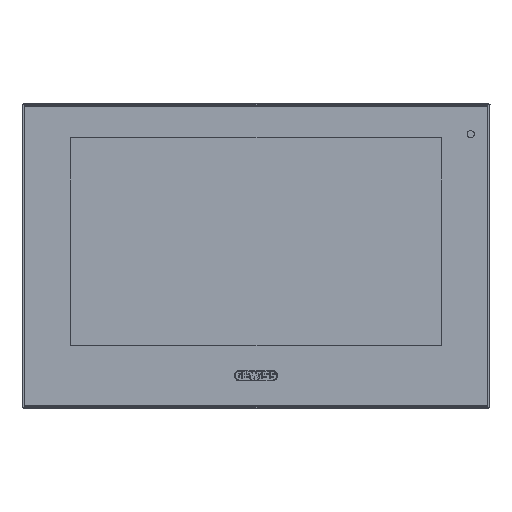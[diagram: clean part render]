
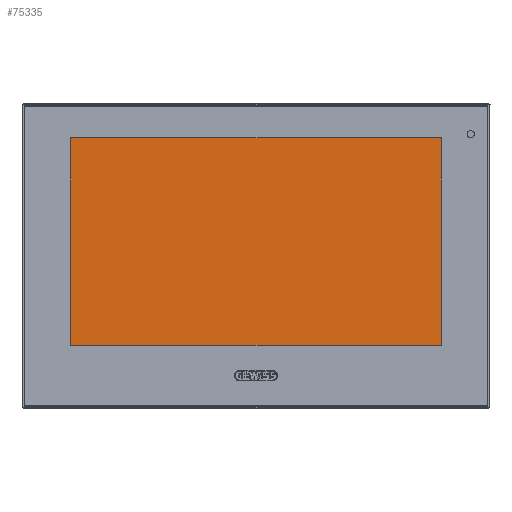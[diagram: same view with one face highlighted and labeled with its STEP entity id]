
A CAD part, top view. The second image highlights one B-rep face of the part: STEP entity #75335.
In plain terms, the highlighted planar face has unit normal (0, 0, 1).
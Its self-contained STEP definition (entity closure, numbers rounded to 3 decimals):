
#72054=AXIS2_PLACEMENT_3D('Plane Axis2P3D',#72051,#72052,#72053) ;
#72051=CARTESIAN_POINT('Axis2P3D Location',(0.,6.,19.298)) ;
#75113=CARTESIAN_POINT('Vertex',(77.61,49.46,19.298)) ;
#75120=CARTESIAN_POINT('Vertex',(-77.61,49.46,19.298)) ;
#75123=CARTESIAN_POINT('Line Origine',(0.,49.46,19.298)) ;
#75145=CARTESIAN_POINT('Vertex',(77.61,-37.46,19.298)) ;
#75148=CARTESIAN_POINT('Line Origine',(77.61,6.,19.298)) ;
#75170=CARTESIAN_POINT('Vertex',(-77.61,-37.46,19.298)) ;
#75173=CARTESIAN_POINT('Line Origine',(0.,-37.46,19.298)) ;
#75191=CARTESIAN_POINT('Line Origine',(-77.61,6.,19.298)) ;
#72052=DIRECTION('Axis2P3D Direction',(0.,0.,1.)) ;
#72053=DIRECTION('Axis2P3D XDirection',(-1.,0.,0.)) ;
#75124=DIRECTION('Vector Direction',(1.,0.,0.)) ;
#75149=DIRECTION('Vector Direction',(0.,-1.,0.)) ;
#75174=DIRECTION('Vector Direction',(-1.,0.,0.)) ;
#75192=DIRECTION('Vector Direction',(0.,1.,0.)) ;
#75125=VECTOR('Line Direction',#75124,1.) ;
#75150=VECTOR('Line Direction',#75149,1.) ;
#75175=VECTOR('Line Direction',#75174,1.) ;
#75193=VECTOR('Line Direction',#75192,1.) ;
#75330=ORIENTED_EDGE('',*,*,#75177,.T.) ;
#75331=ORIENTED_EDGE('',*,*,#75152,.T.) ;
#75332=ORIENTED_EDGE('',*,*,#75127,.T.) ;
#75333=ORIENTED_EDGE('',*,*,#75195,.T.) ;
#75335=ADVANCED_FACE('PartBody',(#75334),#72055,.T.) ;
#75127=EDGE_CURVE('',#75114,#75121,#75126,.F.) ;
#75152=EDGE_CURVE('',#75146,#75114,#75151,.F.) ;
#75177=EDGE_CURVE('',#75171,#75146,#75176,.F.) ;
#75195=EDGE_CURVE('',#75121,#75171,#75194,.F.) ;
#75329=EDGE_LOOP('',(#75330,#75331,#75332,#75333)) ;
#75334=FACE_OUTER_BOUND('',#75329,.T.) ;
#75126=LINE('Line',#75123,#75125) ;
#75151=LINE('Line',#75148,#75150) ;
#75176=LINE('Line',#75173,#75175) ;
#75194=LINE('Line',#75191,#75193) ;
#72055=PLANE('',#72054) ;
#75114=VERTEX_POINT('',#75113) ;
#75121=VERTEX_POINT('',#75120) ;
#75146=VERTEX_POINT('',#75145) ;
#75171=VERTEX_POINT('',#75170) ;
